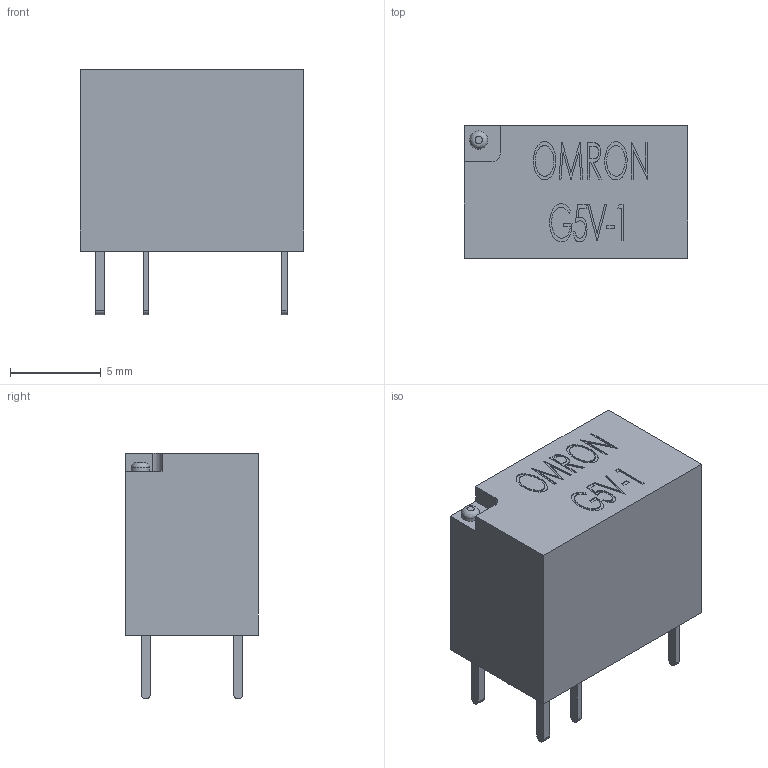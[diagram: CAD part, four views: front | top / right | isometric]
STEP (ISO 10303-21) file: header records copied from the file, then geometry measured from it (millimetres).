
FILE_DESCRIPTION(/* description */ ('STEP AP214'),/* implementation_level */ '2;1');
FILE_NAME(/* name */ 'G5V-1.step',/* time_stamp */ '2024-09-16T16:42:58+02:00',/* author */ (''),/* organization */ (''),/* preprocessor_version */ 'ST-DEVELOPER v20',/* originating_system */ 'Autodesk Translation Framework v13.14.0.145',/* authorisation */ '');
FILE_SCHEMA (('AUTOMOTIVE_DESIGN { 1 0 10303 214 3 1 1 }'));
Length unit declared in the file: millimetre
Products named in the file (1): CAB7066D-D688-4A2C-8E54-9E64C6C56805
Bounding box: 12.3 x 7.3 x 13.5 mm (x, y, z)
Volume: 897.8 mm3; surface area: 612.3 mm2
Topology: 1 solids, 1 shells, 155 faces, 399 edges, 266 vertices
Faces by surface type: plane 108, bspline 39, cylinder 8
Full cylindrical faces by diameter (mm): 1 x1
Entity records: 7229 total; most frequent: CARTESIAN_POINT 3509, ORIENTED_EDGE 798, DIRECTION 576, EDGE_CURVE 399, LINE 304, VECTOR 304, VERTEX_POINT 266, EDGE_LOOP 175
